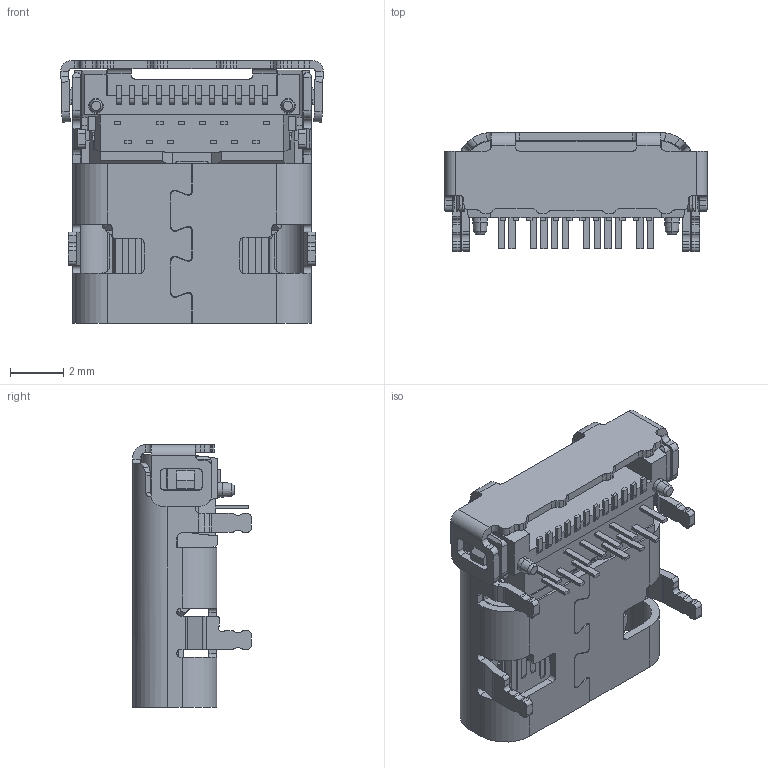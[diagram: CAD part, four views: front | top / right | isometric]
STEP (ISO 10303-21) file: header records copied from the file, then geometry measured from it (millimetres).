
FILE_DESCRIPTION((''),'2;1');
FILE_NAME('0003','2019-12-26T14:56:04',('Administrator'),(''),'CREO PARAMETRIC BY PTC INC, 2016510','CREO PARAMETRIC BY PTC INC, 2016510','');
FILE_SCHEMA(('AUTOMOTIVE_DESIGN { 1 0 10303 214 1 1 1 1 }'));
Length unit declared in the file: millimetre
Products named in the file (1): 0003
Bounding box: 9.85 x 4.46 x 9.87 mm (x, y, z)
Volume: 148.8 mm3; surface area: 745.3 mm2
Topology: 1 solids, 48 shells, 1935 faces, 5216 edges, 3366 vertices
Faces by surface type: plane 1347, cylinder 364, bspline 200, cone 22, extrusion 2
Entity records: 75914 total; most frequent: CARTESIAN_POINT 19351, ORIENTED_EDGE 10432, DIRECTION 9100, EDGE_CURVE 5216, VECTOR 3972, LINE 3970, VERTEX_POINT 3366, AXIS2_PLACEMENT_3D 2564
